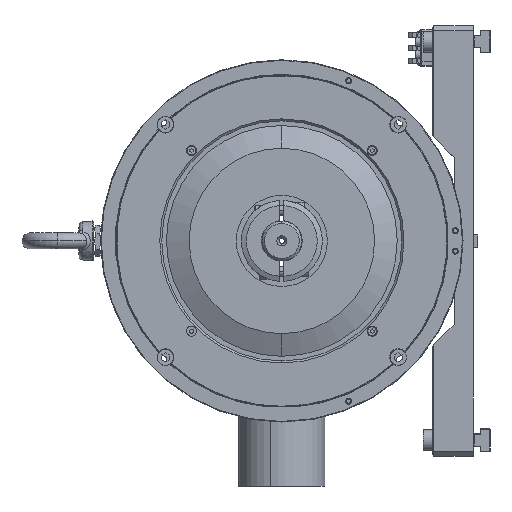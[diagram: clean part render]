
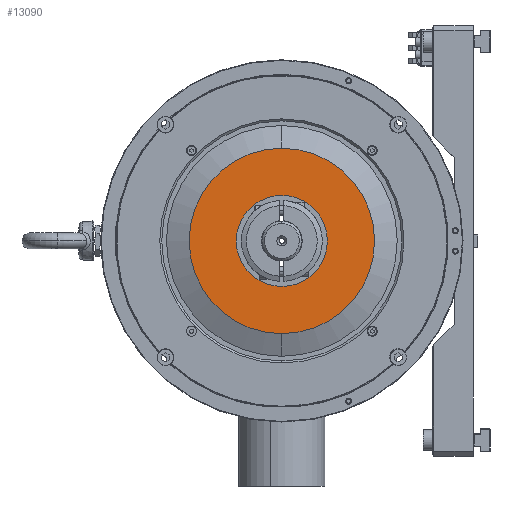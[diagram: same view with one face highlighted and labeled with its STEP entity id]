
A CAD part, left-side view. The second image highlights one B-rep face of the part: STEP entity #13090.
In plain terms, the highlighted planar face has unit normal (-1, 0, 0).
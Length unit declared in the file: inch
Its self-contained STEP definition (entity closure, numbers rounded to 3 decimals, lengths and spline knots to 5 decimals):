
#3444 = AXIS2_PLACEMENT_3D ( 'NONE', #18172, #47027, #22346 ) ;
#4195 = EDGE_LOOP ( 'NONE', ( #26321, #37293 ) ) ;
#8373 = CIRCLE ( 'NONE', #3444, 2.29 ) ;
#8923 = CARTESIAN_POINT ( 'NONE',  ( -5.12921, 4.72441, 0.00002 ) ) ;
#9032 = CARTESIAN_POINT ( 'NONE',  ( -5.12921, 4.72441, -1.12498 ) ) ;
#9608 = VERTEX_POINT ( 'NONE', #20946 ) ;
#10407 = ORIENTED_EDGE ( 'NONE', *, *, #46745, .F. ) ;
#10427 = CIRCLE ( 'NONE', #36864, 1.125 ) ;
#13090 = ADVANCED_FACE ( 'NONE', ( #22622, #32305 ), #50826, .F. ) ;
#13165 = DIRECTION ( 'NONE',  ( 0., 0., -1. ) ) ;
#15138 = EDGE_LOOP ( 'NONE', ( #16005, #10407 ) ) ;
#16005 = ORIENTED_EDGE ( 'NONE', *, *, #42596, .F. ) ;
#17969 = AXIS2_PLACEMENT_3D ( 'NONE', #42702, #17971, #46801 ) ;
#17971 = DIRECTION ( 'NONE',  ( 1., 0., 0. ) ) ;
#18172 = CARTESIAN_POINT ( 'NONE',  ( -5.12921, 4.72441, 0.00002 ) ) ;
#18531 = VERTEX_POINT ( 'NONE', #9032 ) ;
#19954 = AXIS2_PLACEMENT_3D ( 'NONE', #8923, #38029, #13165 ) ;
#20577 = CARTESIAN_POINT ( 'NONE',  ( -5.12921, 4.72441, 0.00002 ) ) ;
#20946 = CARTESIAN_POINT ( 'NONE',  ( -5.12921, 4.72441, -2.28998 ) ) ;
#20998 = DIRECTION ( 'NONE',  ( 1., 0., 0. ) ) ;
#22346 = DIRECTION ( 'NONE',  ( 0., 0., -1. ) ) ;
#22622 = FACE_OUTER_BOUND ( 'NONE', #15138, .T. ) ;
#23825 = VERTEX_POINT ( 'NONE', #42404 ) ;
#24772 = DIRECTION ( 'NONE',  ( 0., 0., -1. ) ) ;
#26321 = ORIENTED_EDGE ( 'NONE', *, *, #41157, .T. ) ;
#27246 = AXIS2_PLACEMENT_3D ( 'NONE', #45686, #20998, #49886 ) ;
#32305 = FACE_BOUND ( 'NONE', #4195, .T. ) ;
#33356 = VERTEX_POINT ( 'NONE', #34963 ) ;
#34963 = CARTESIAN_POINT ( 'NONE',  ( -5.12921, 4.72441, 1.12502 ) ) ;
#36864 = AXIS2_PLACEMENT_3D ( 'NONE', #20577, #49455, #24772 ) ;
#37293 = ORIENTED_EDGE ( 'NONE', *, *, #42402, .T. ) ;
#38029 = DIRECTION ( 'NONE',  ( 1., 0., 0. ) ) ;
#41157 = EDGE_CURVE ( 'NONE', #18531, #33356, #10427, .T. ) ;
#42402 = EDGE_CURVE ( 'NONE', #33356, #18531, #44125, .T. ) ;
#42404 = CARTESIAN_POINT ( 'NONE',  ( -5.12921, 4.72441, 2.29002 ) ) ;
#42596 = EDGE_CURVE ( 'NONE', #9608, #23825, #8373, .T. ) ;
#42702 = CARTESIAN_POINT ( 'NONE',  ( -5.12921, 7.01441, 0.00002 ) ) ;
#44125 = CIRCLE ( 'NONE', #19954, 1.125 ) ;
#45686 = CARTESIAN_POINT ( 'NONE',  ( -5.12921, 4.72441, 0.00002 ) ) ;
#46745 = EDGE_CURVE ( 'NONE', #23825, #9608, #48195, .T. ) ;
#46801 = DIRECTION ( 'NONE',  ( 0., 0., -1. ) ) ;
#47027 = DIRECTION ( 'NONE',  ( 1., 0., 0. ) ) ;
#48195 = CIRCLE ( 'NONE', #27246, 2.29 ) ;
#49455 = DIRECTION ( 'NONE',  ( 1., 0., 0. ) ) ;
#49886 = DIRECTION ( 'NONE',  ( 0., 0., -1. ) ) ;
#50826 = PLANE ( 'NONE',  #17969 ) ;
